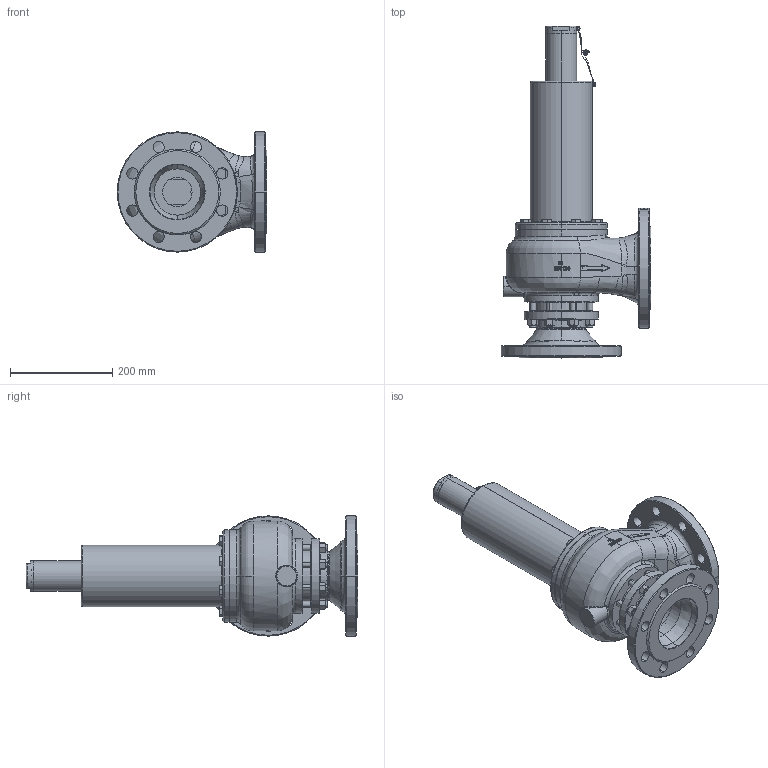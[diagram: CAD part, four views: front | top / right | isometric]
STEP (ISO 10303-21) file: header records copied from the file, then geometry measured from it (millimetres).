
FILE_DESCRIPTION (( 'STEP AP203' ), '1' );
FILE_NAME ('Typ 3 BG IV.STEP', '2017-12-15T09:50:57', ( '' ), ( '' ), 'SwSTEP 2.0', 'SolidWorks 2016', '' );
FILE_SCHEMA (( 'CONFIG_CONTROL_DESIGN' ));
Products named in the file (1): Typ 3 BG IV
Bounding box: 292.5 x 648.89 x 235 mm (x, y, z)
Volume: 3514263 mm3; surface area: 890584.6 mm2
Topology: 35 solids, 35 shells, 1784 faces, 4347 edges, 2606 vertices
Faces by surface type: cylinder 531, cone 391, plane 369, bspline 257, torus 228, sphere 8
Entity records: 75701 total; most frequent: CARTESIAN_POINT 36247, ORIENTED_EDGE 8578, DIRECTION 7874, EDGE_CURVE 4289, AXIS2_PLACEMENT_3D 3313, VERTEX_POINT 2606, EDGE_LOOP 1941, CIRCLE 1785
